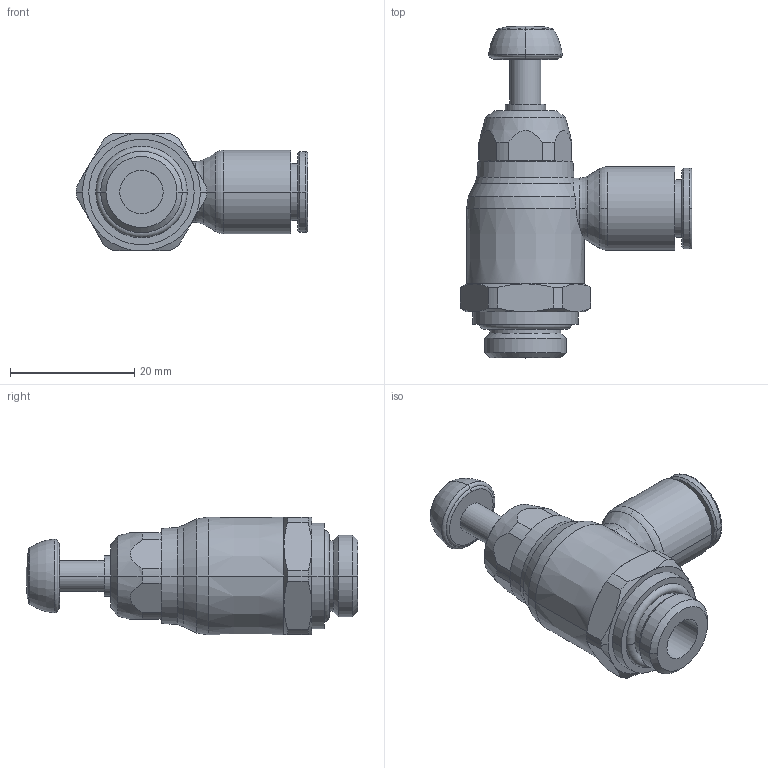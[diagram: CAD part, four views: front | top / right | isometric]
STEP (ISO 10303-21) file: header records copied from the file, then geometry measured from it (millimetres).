
FILE_DESCRIPTION(('STEP AP214'),'1');
FILE_NAME('7062_08_13.stp','2016-07-07T14:20:57',('TraceParts'),('TraceParts S.A.'),'Spatial InterOp 3D',' ',' ');
FILE_SCHEMA(('automotive_design'));
Length unit declared in the file: millimetre
Products named in the file (1): 1
Bounding box: 37.3 x 53.53 x 19 mm (x, y, z)
Volume: 9595.2 mm3; surface area: 5380.8 mm2
Topology: 1 solids, 1 shells, 127 faces, 315 edges, 198 vertices
Faces by surface type: cylinder 40, cone 40, plane 27, torus 18, revolution 2
Entity records: 4058 total; most frequent: CARTESIAN_POINT 989, DIRECTION 699, ORIENTED_EDGE 626, EDGE_CURVE 313, AXIS2_PLACEMENT_3D 302, VERTEX_POINT 198, CIRCLE 176, EDGE_LOOP 139
